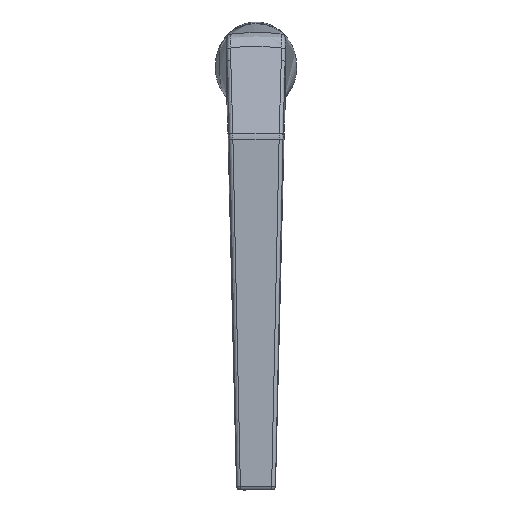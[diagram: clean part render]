
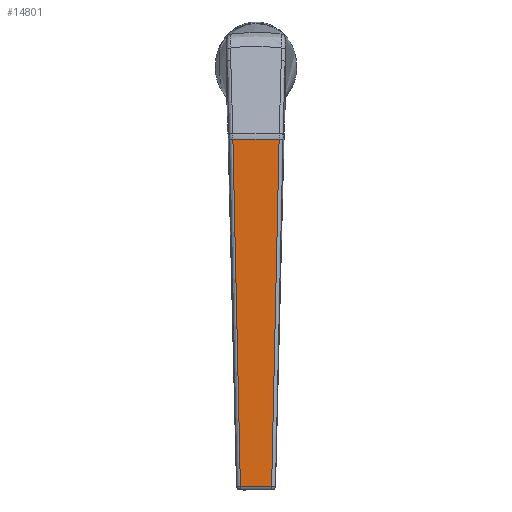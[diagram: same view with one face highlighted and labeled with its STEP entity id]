
A CAD part, left-side view. The second image highlights one B-rep face of the part: STEP entity #14801.
In plain terms, the highlighted face is planar.
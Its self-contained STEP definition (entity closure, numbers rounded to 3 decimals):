
#721 = EDGE_CURVE ( 'NONE', #14804, #4777, #13941, .T. ) ;
#1097 = CARTESIAN_POINT ( 'NONE',  ( 78.283, -4.661, 62.935 ) ) ;
#1440 = CARTESIAN_POINT ( 'NONE',  ( 108.001, 4.021, 62.901 ) ) ;
#1561 = LINE ( 'NONE', #10233, #7382 ) ;
#2135 = CARTESIAN_POINT ( 'NONE',  ( 108.001, 4.021, 62.901 ) ) ;
#2990 = LINE ( 'NONE', #15015, #6004 ) ;
#3167 = DIRECTION ( 'NONE',  ( -1., 0., 0.001 ) ) ;
#3527 = B_SPLINE_CURVE_WITH_KNOTS ( 'NONE', 3,
 ( #2135, #13015, #4735, #7620, #14385, #11776, #7503 ),
 .UNSPECIFIED., .F., .F.,
 ( 4, 3, 4 ),
 ( 0.001, 0.046, 0.09 ),
 .UNSPECIFIED. ) ;
#4565 = CARTESIAN_POINT ( 'NONE',  ( 18.64, -5.945, 63.002 ) ) ;
#4735 = CARTESIAN_POINT ( 'NONE',  ( 78.283, 4.661, 62.935 ) ) ;
#4777 = VERTEX_POINT ( 'NONE', #11801 ) ;
#5240 = CARTESIAN_POINT ( 'NONE',  ( 18.64, -5.945, 63.002 ) ) ;
#5345 = DIRECTION ( 'NONE',  ( 0., 1., 0. ) ) ;
#6004 = VECTOR ( 'NONE', #5345, 1000. ) ;
#6101 = FACE_OUTER_BOUND ( 'NONE', #14068, .T. ) ;
#6480 = VERTEX_POINT ( 'NONE', #1440 ) ;
#6635 = CARTESIAN_POINT ( 'NONE',  ( 108.001, -4.021, 62.901 ) ) ;
#6817 = CARTESIAN_POINT ( 'NONE',  ( 48.496, -5.302, 62.968 ) ) ;
#7382 = VECTOR ( 'NONE', #8625, 1000. ) ;
#7503 = CARTESIAN_POINT ( 'NONE',  ( 18.64, 5.945, 63.002 ) ) ;
#7620 = CARTESIAN_POINT ( 'NONE',  ( 63.424, 4.981, 62.951 ) ) ;
#8625 = DIRECTION ( 'NONE',  ( 0., -1., 0. ) ) ;
#8816 = EDGE_CURVE ( 'NONE', #4777, #6480, #2990, .T. ) ;
#9029 = EDGE_CURVE ( 'NONE', #6480, #9800, #3527, .T. ) ;
#9634 = CARTESIAN_POINT ( 'NONE',  ( 0.071, 0., 63.023 ) ) ;
#9800 = VERTEX_POINT ( 'NONE', #16237 ) ;
#9845 = ORIENTED_EDGE ( 'NONE', *, *, #9029, .T. ) ;
#9879 = ORIENTED_EDGE ( 'NONE', *, *, #8816, .T. ) ;
#9999 = DIRECTION ( 'NONE',  ( -0.001, 0., -1. ) ) ;
#10233 = CARTESIAN_POINT ( 'NONE',  ( 18.64, 0., 63.002 ) ) ;
#10778 = AXIS2_PLACEMENT_3D ( 'NONE', #9634, #9999, #3167 ) ;
#10863 = CARTESIAN_POINT ( 'NONE',  ( 93.142, -4.341, 62.918 ) ) ;
#11427 = PLANE ( 'NONE',  #10778 ) ;
#11776 = CARTESIAN_POINT ( 'NONE',  ( 33.568, 5.624, 62.985 ) ) ;
#11801 = CARTESIAN_POINT ( 'NONE',  ( 108.001, -4.021, 62.901 ) ) ;
#12246 = CARTESIAN_POINT ( 'NONE',  ( 63.424, -4.981, 62.951 ) ) ;
#13015 = CARTESIAN_POINT ( 'NONE',  ( 93.142, 4.341, 62.918 ) ) ;
#13941 = B_SPLINE_CURVE_WITH_KNOTS ( 'NONE', 3,
 ( #5240, #14968, #6817, #12246, #1097, #10863, #6635 ),
 .UNSPECIFIED., .F., .F.,
 ( 4, 3, 4 ),
 ( 0.001, 0.046, 0.09 ),
 .UNSPECIFIED. ) ;
#14068 = EDGE_LOOP ( 'NONE', ( #16854, #9879, #9845, #14889 ) ) ;
#14385 = CARTESIAN_POINT ( 'NONE',  ( 48.496, 5.302, 62.968 ) ) ;
#14801 = ADVANCED_FACE ( 'NONE', ( #6101 ), #11427, .F. ) ;
#14804 = VERTEX_POINT ( 'NONE', #4565 ) ;
#14889 = ORIENTED_EDGE ( 'NONE', *, *, #15985, .T. ) ;
#14968 = CARTESIAN_POINT ( 'NONE',  ( 33.568, -5.624, 62.985 ) ) ;
#15015 = CARTESIAN_POINT ( 'NONE',  ( 108.001, 4., 62.901 ) ) ;
#15985 = EDGE_CURVE ( 'NONE', #9800, #14804, #1561, .T. ) ;
#16237 = CARTESIAN_POINT ( 'NONE',  ( 18.64, 5.945, 63.002 ) ) ;
#16854 = ORIENTED_EDGE ( 'NONE', *, *, #721, .T. ) ;
